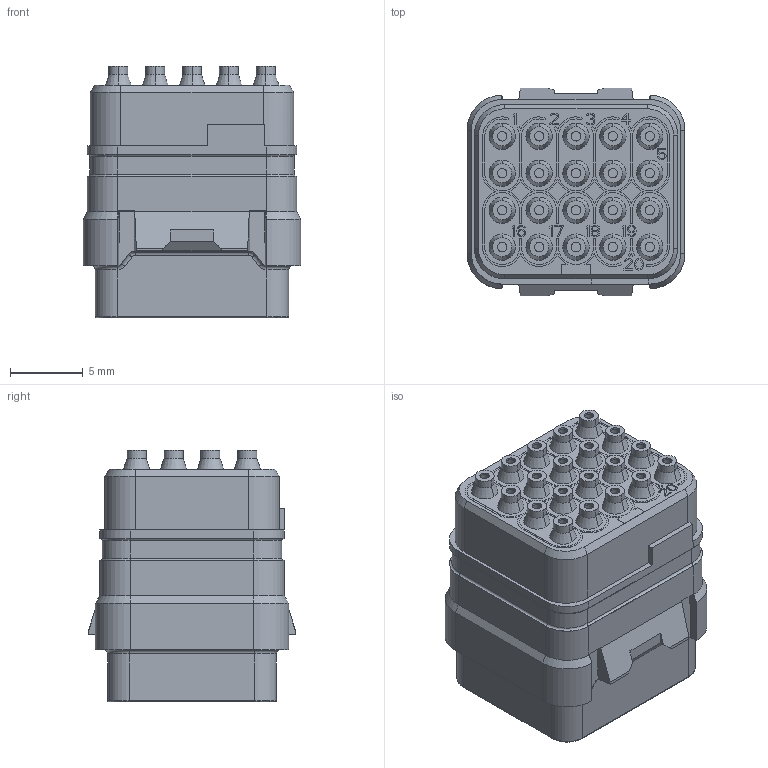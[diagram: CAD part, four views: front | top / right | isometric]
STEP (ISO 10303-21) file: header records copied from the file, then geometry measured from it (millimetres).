
FILE_DESCRIPTION((''),'2;1');
FILE_NAME('SIMMZ2B22PD','2019-12-11T',('presta_be4'),(''),'CREO PARAMETRIC BY PTC INC, 2018360','CREO PARAMETRIC BY PTC INC, 2018360','');
FILE_SCHEMA(('CONFIG_CONTROL_DESIGN'));
Products named in the file (1): SIMMZ2B22PD
Bounding box: 15 x 14.3 x 17.34 mm (x, y, z)
Volume: 2104.7 mm3; surface area: 3191.5 mm2
Topology: 1 solids, 1 shells, 3296 faces, 8097 edges, 5000 vertices
Faces by surface type: plane 1603, cylinder 853, torus 500, cone 336, bspline 4
Entity records: 96804 total; most frequent: DIRECTION 17626, CARTESIAN_POINT 16733, ORIENTED_EDGE 16194, EDGE_CURVE 8097, AXIS2_PLACEMENT_3D 6281, VECTOR 5064, LINE 5064, VERTEX_POINT 5000
